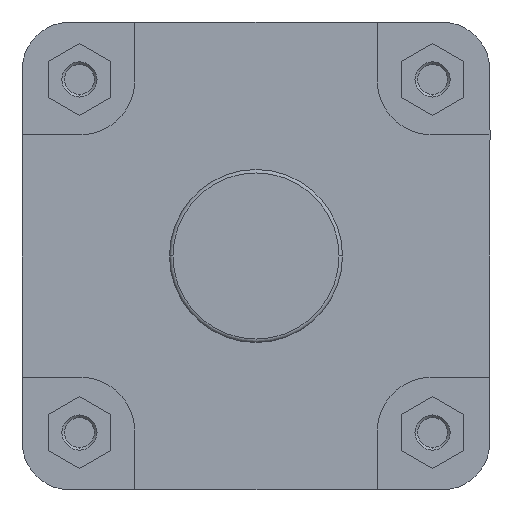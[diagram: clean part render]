
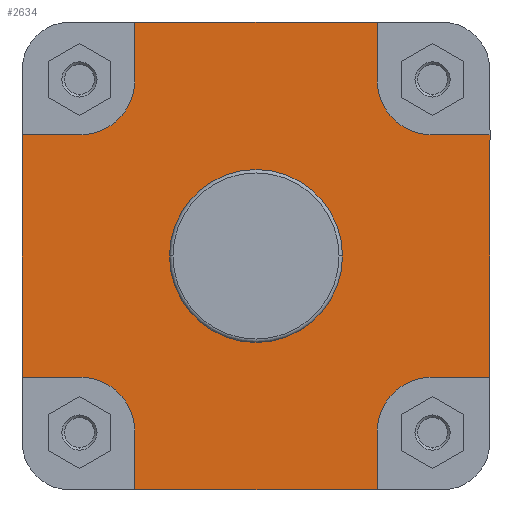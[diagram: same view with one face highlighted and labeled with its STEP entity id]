
A CAD part, left-side view. The second image highlights one B-rep face of the part: STEP entity #2634.
In plain terms, the highlighted planar face has unit normal (-1, 0, 0).
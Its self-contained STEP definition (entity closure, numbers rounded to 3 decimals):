
#173 = EDGE_CURVE ( 'NONE', #2958, #2637, #4637, .T. ) ;
#178 = EDGE_CURVE ( 'NONE', #2950, #2954, #4646, .T. ) ;
#180 = EDGE_CURVE ( 'NONE', #2693, #2715, #4651, .T. ) ;
#181 = EDGE_CURVE ( 'NONE', #2637, #2961, #4653, .T. ) ;
#182 = EDGE_CURVE ( 'NONE', #2958, #2954, #4652, .T. ) ;
#183 = EDGE_CURVE ( 'NONE', #2952, #2950, #4656, .T. ) ;
#184 = EDGE_CURVE ( 'NONE', #2959, #2952, #4655, .T. ) ;
#185 = EDGE_CURVE ( 'NONE', #2959, #2949, #4654, .T. ) ;
#186 = EDGE_CURVE ( 'NONE', #2957, #2949, #4659, .T. ) ;
#187 = EDGE_CURVE ( 'NONE', #2946, #2957, #4663, .T. ) ;
#188 = EDGE_CURVE ( 'NONE', #2960, #2946, #4662, .T. ) ;
#189 = EDGE_CURVE ( 'NONE', #2951, #2960, #4661, .T. ) ;
#190 = EDGE_CURVE ( 'NONE', #2638, #2951, #4666, .T. ) ;
#191 = EDGE_CURVE ( 'NONE', #2955, #2638, #4670, .T. ) ;
#192 = EDGE_CURVE ( 'NONE', #2953, #2955, #4669, .T. ) ;
#193 = EDGE_CURVE ( 'NONE', #2948, #2953, #4668, .T. ) ;
#194 = EDGE_CURVE ( 'NONE', #2961, #2948, #4673, .T. ) ;
#397 = CARTESIAN_POINT ( 'NONE',  ( 14., 49.9, 0. ) ) ;
#398 = PLANE ( 'NONE',  #1828 ) ;
#399 = DIRECTION ( 'NONE',  ( 1., 0., 0. ) ) ;
#400 = DIRECTION ( 'NONE',  ( 0., 1., 0. ) ) ;
#402 = CARTESIAN_POINT ( 'NONE',  ( 14., 70., -101. ) ) ;
#407 = CARTESIAN_POINT ( 'NONE',  ( 14., 70., 101. ) ) ;
#461 = CARTESIAN_POINT ( 'NONE',  ( 14., 49.9, 0. ) ) ;
#483 = CARTESIAN_POINT ( 'NONE',  ( 14., -49.9, 0. ) ) ;
#714 = CARTESIAN_POINT ( 'NONE',  ( 14., -70., 101. ) ) ;
#716 = CARTESIAN_POINT ( 'NONE',  ( 14., 135., -70. ) ) ;
#717 = CARTESIAN_POINT ( 'NONE',  ( 14., -135., 70. ) ) ;
#718 = CARTESIAN_POINT ( 'NONE',  ( 14., -70., -101. ) ) ;
#719 = CARTESIAN_POINT ( 'NONE',  ( 14., 70., 135. ) ) ;
#720 = CARTESIAN_POINT ( 'NONE',  ( 14., -101., -70. ) ) ;
#721 = CARTESIAN_POINT ( 'NONE',  ( 14., 135., 70. ) ) ;
#722 = CARTESIAN_POINT ( 'NONE',  ( 14., -70., -135. ) ) ;
#723 = CARTESIAN_POINT ( 'NONE',  ( 14., 101., 70. ) ) ;
#725 = CARTESIAN_POINT ( 'NONE',  ( 14., -101., 70. ) ) ;
#726 = CARTESIAN_POINT ( 'NONE',  ( 14., 70., -135. ) ) ;
#727 = CARTESIAN_POINT ( 'NONE',  ( 14., -135., -70. ) ) ;
#728 = CARTESIAN_POINT ( 'NONE',  ( 14., -70., 135. ) ) ;
#729 = CARTESIAN_POINT ( 'NONE',  ( 14., 101., -70. ) ) ;
#1316 = EDGE_CURVE ( 'NONE', #2715, #2693, #5395, .T. ) ;
#1379 = AXIS2_PLACEMENT_3D ( 'NONE', #3126, #3127, #3128 ) ;
#1380 = AXIS2_PLACEMENT_3D ( 'NONE', #3121, #3124, #3125 ) ;
#1381 = AXIS2_PLACEMENT_3D ( 'NONE', #3131, #3132, #3133 ) ;
#1383 = AXIS2_PLACEMENT_3D ( 'NONE', #3140, #3141, #3142 ) ;
#1384 = AXIS2_PLACEMENT_3D ( 'NONE', #3149, #3150, #3151 ) ;
#1537 = AXIS2_PLACEMENT_3D ( 'NONE', #6287, #6297, #6298 ) ;
#1828 = AXIS2_PLACEMENT_3D ( 'NONE', #397, #399, #400 ) ;
#1874 = ORIENTED_EDGE ( 'NONE', *, *, #187, .F. ) ;
#1889 = ORIENTED_EDGE ( 'NONE', *, *, #173, .F. ) ;
#1891 = ORIENTED_EDGE ( 'NONE', *, *, #184, .F. ) ;
#1892 = ORIENTED_EDGE ( 'NONE', *, *, #185, .T. ) ;
#1893 = ORIENTED_EDGE ( 'NONE', *, *, #183, .F. ) ;
#1911 = ORIENTED_EDGE ( 'NONE', *, *, #188, .F. ) ;
#1922 = ORIENTED_EDGE ( 'NONE', *, *, #186, .F. ) ;
#1934 = ORIENTED_EDGE ( 'NONE', *, *, #181, .F. ) ;
#1939 = ORIENTED_EDGE ( 'NONE', *, *, #178, .F. ) ;
#2014 = ORIENTED_EDGE ( 'NONE', *, *, #1316, .F. ) ;
#2016 = ORIENTED_EDGE ( 'NONE', *, *, #182, .T. ) ;
#2027 = ORIENTED_EDGE ( 'NONE', *, *, #191, .F. ) ;
#2069 = ORIENTED_EDGE ( 'NONE', *, *, #180, .F. ) ;
#2170 = EDGE_LOOP ( 'NONE', ( #2014, #2069 ) ) ;
#2294 = ORIENTED_EDGE ( 'NONE', *, *, #190, .F. ) ;
#2320 = EDGE_LOOP ( 'NONE', ( #1934, #1889, #2016, #1939, #1893, #1891, #1892, #1922, #1874, #1911, #2389, #2294, #2027, #2324, #2346, #2331 ) ) ;
#2324 = ORIENTED_EDGE ( 'NONE', *, *, #192, .F. ) ;
#2331 = ORIENTED_EDGE ( 'NONE', *, *, #194, .F. ) ;
#2346 = ORIENTED_EDGE ( 'NONE', *, *, #193, .F. ) ;
#2389 = ORIENTED_EDGE ( 'NONE', *, *, #189, .F. ) ;
#2634 = ADVANCED_FACE ( 'NONE', ( #5939, #5942 ), #398, .F. ) ;
#2637 = VERTEX_POINT ( 'NONE', #402 ) ;
#2638 = VERTEX_POINT ( 'NONE', #407 ) ;
#2693 = VERTEX_POINT ( 'NONE', #461 ) ;
#2715 = VERTEX_POINT ( 'NONE', #483 ) ;
#2946 = VERTEX_POINT ( 'NONE', #714 ) ;
#2948 = VERTEX_POINT ( 'NONE', #716 ) ;
#2949 = VERTEX_POINT ( 'NONE', #717 ) ;
#2950 = VERTEX_POINT ( 'NONE', #718 ) ;
#2951 = VERTEX_POINT ( 'NONE', #719 ) ;
#2952 = VERTEX_POINT ( 'NONE', #720 ) ;
#2953 = VERTEX_POINT ( 'NONE', #721 ) ;
#2954 = VERTEX_POINT ( 'NONE', #722 ) ;
#2955 = VERTEX_POINT ( 'NONE', #723 ) ;
#2957 = VERTEX_POINT ( 'NONE', #725 ) ;
#2958 = VERTEX_POINT ( 'NONE', #726 ) ;
#2959 = VERTEX_POINT ( 'NONE', #727 ) ;
#2960 = VERTEX_POINT ( 'NONE', #728 ) ;
#2961 = VERTEX_POINT ( 'NONE', #729 ) ;
#3107 = CARTESIAN_POINT ( 'NONE',  ( 14., 70., -135. ) ) ;
#3108 = DIRECTION ( 'NONE',  ( 0., 0., 1. ) ) ;
#3119 = CARTESIAN_POINT ( 'NONE',  ( 14., -70., -101. ) ) ;
#3120 = DIRECTION ( 'NONE',  ( 0., 0., -1. ) ) ;
#3121 = CARTESIAN_POINT ( 'NONE',  ( 14., 0., 0. ) ) ;
#3123 = CARTESIAN_POINT ( 'NONE',  ( 14., -297.141, -135. ) ) ;
#3124 = DIRECTION ( 'NONE',  ( -1., 0., 0. ) ) ;
#3125 = DIRECTION ( 'NONE',  ( 0., -1., 0. ) ) ;
#3126 = CARTESIAN_POINT ( 'NONE',  ( 14., 101., -101. ) ) ;
#3127 = DIRECTION ( 'NONE',  ( -1., 0., 0. ) ) ;
#3128 = DIRECTION ( 'NONE',  ( 0., 1., 0. ) ) ;
#3129 = CARTESIAN_POINT ( 'NONE',  ( 14., -135., -70. ) ) ;
#3130 = DIRECTION ( 'NONE',  ( 0., -1., 0. ) ) ;
#3131 = CARTESIAN_POINT ( 'NONE',  ( 14., -101., -101. ) ) ;
#3132 = DIRECTION ( 'NONE',  ( -1., 0., 0. ) ) ;
#3133 = DIRECTION ( 'NONE',  ( 0., 0., -1. ) ) ;
#3134 = CARTESIAN_POINT ( 'NONE',  ( 14., -135., 0. ) ) ;
#3135 = DIRECTION ( 'NONE',  ( 0., 1., 0. ) ) ;
#3136 = DIRECTION ( 'NONE',  ( 0., 0., 1. ) ) ;
#3137 = CARTESIAN_POINT ( 'NONE',  ( 14., -70., 135. ) ) ;
#3138 = CARTESIAN_POINT ( 'NONE',  ( 14., -101., 70. ) ) ;
#3139 = DIRECTION ( 'NONE',  ( 0., -1., 0. ) ) ;
#3140 = CARTESIAN_POINT ( 'NONE',  ( 14., -101., 101. ) ) ;
#3141 = DIRECTION ( 'NONE',  ( -1., 0., 0. ) ) ;
#3142 = DIRECTION ( 'NONE',  ( 0., -1., 0. ) ) ;
#3143 = CARTESIAN_POINT ( 'NONE',  ( 14., -297.141, 135. ) ) ;
#3144 = DIRECTION ( 'NONE',  ( 0., 0., -1. ) ) ;
#3145 = DIRECTION ( 'NONE',  ( 0., -1., 0. ) ) ;
#3146 = CARTESIAN_POINT ( 'NONE',  ( 14., 135., 70. ) ) ;
#3147 = CARTESIAN_POINT ( 'NONE',  ( 14., 70., 101. ) ) ;
#3148 = DIRECTION ( 'NONE',  ( 0., 0., 1. ) ) ;
#3149 = CARTESIAN_POINT ( 'NONE',  ( 14., 101., 101. ) ) ;
#3150 = DIRECTION ( 'NONE',  ( -1., 0., 0. ) ) ;
#3151 = DIRECTION ( 'NONE',  ( 0., 0., 1. ) ) ;
#3152 = CARTESIAN_POINT ( 'NONE',  ( 14., 135., 0. ) ) ;
#3153 = DIRECTION ( 'NONE',  ( 0., -1., 0. ) ) ;
#3155 = DIRECTION ( 'NONE',  ( 0., 0., 1. ) ) ;
#3157 = CARTESIAN_POINT ( 'NONE',  ( 14., 101., -70. ) ) ;
#3158 = DIRECTION ( 'NONE',  ( 0., 1., 0. ) ) ;
#4637 = LINE ( 'NONE', #3107, #4638 ) ;
#4638 = VECTOR ( 'NONE', #3108, 1000. ) ;
#4646 = LINE ( 'NONE', #3119, #4647 ) ;
#4647 = VECTOR ( 'NONE', #3120, 1000. ) ;
#4649 = VECTOR ( 'NONE', #3135, 1000. ) ;
#4650 = VECTOR ( 'NONE', #3130, 1000. ) ;
#4651 = CIRCLE ( 'NONE', #1380, 49.9 ) ;
#4652 = LINE ( 'NONE', #3123, #4650 ) ;
#4653 = CIRCLE ( 'NONE', #1379, 31. ) ;
#4654 = LINE ( 'NONE', #3134, #4657 ) ;
#4655 = LINE ( 'NONE', #3129, #4649 ) ;
#4656 = CIRCLE ( 'NONE', #1381, 31. ) ;
#4657 = VECTOR ( 'NONE', #3136, 1000. ) ;
#4658 = VECTOR ( 'NONE', #3144, 1000. ) ;
#4659 = LINE ( 'NONE', #3138, #4660 ) ;
#4660 = VECTOR ( 'NONE', #3139, 1000. ) ;
#4661 = LINE ( 'NONE', #3143, #4664 ) ;
#4662 = LINE ( 'NONE', #3137, #4658 ) ;
#4663 = CIRCLE ( 'NONE', #1383, 31. ) ;
#4664 = VECTOR ( 'NONE', #3145, 1000. ) ;
#4665 = VECTOR ( 'NONE', #3153, 1000. ) ;
#4666 = LINE ( 'NONE', #3147, #4667 ) ;
#4667 = VECTOR ( 'NONE', #3148, 1000. ) ;
#4668 = LINE ( 'NONE', #3152, #4671 ) ;
#4669 = LINE ( 'NONE', #3146, #4665 ) ;
#4670 = CIRCLE ( 'NONE', #1384, 31. ) ;
#4671 = VECTOR ( 'NONE', #3155, 1000. ) ;
#4673 = LINE ( 'NONE', #3157, #4674 ) ;
#4674 = VECTOR ( 'NONE', #3158, 1000. ) ;
#5395 = CIRCLE ( 'NONE', #1537, 49.9 ) ;
#5939 = FACE_BOUND ( 'NONE', #2170, .T. ) ;
#5942 = FACE_OUTER_BOUND ( 'NONE', #2320, .T. ) ;
#6287 = CARTESIAN_POINT ( 'NONE',  ( 14., 0., 0. ) ) ;
#6297 = DIRECTION ( 'NONE',  ( -1., 0., 0. ) ) ;
#6298 = DIRECTION ( 'NONE',  ( 0., -1., 0. ) ) ;
